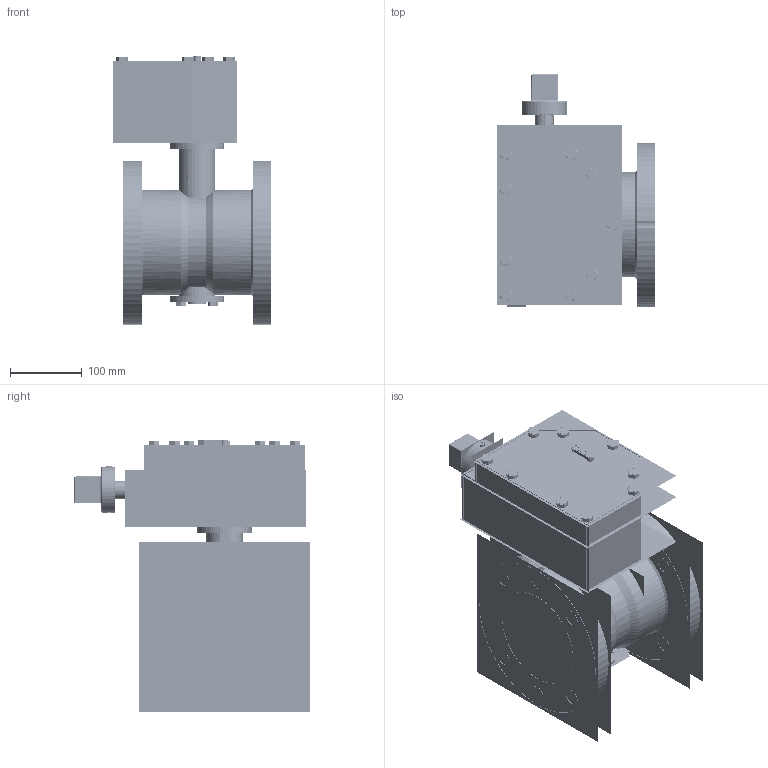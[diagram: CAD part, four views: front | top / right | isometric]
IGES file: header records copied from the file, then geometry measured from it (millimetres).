
Start section:  PTC IGES file: class_250ii_mj_x_mj-04-inch_asm.igs
Global section: file name: class_250ii_mj_x_mj-04-inch_asm.igs; native system: Creo Parametric by Parametric Technology Corporation; preprocessor: 2013050; author: HAPPY; organization: Unknown; date: 20170427.174858; units: inch
Bounding box: 221.36 x 328.42 x 377.4 mm (x, y, z)
Volume: 16062871.5 mm3; surface area: 11901367.4 mm2
Topology: 63 solids, 29 shells, 5432 faces, 39289 edges, 57903 vertices
Faces by surface type: revolution 4712, bspline 698, extrusion 22
